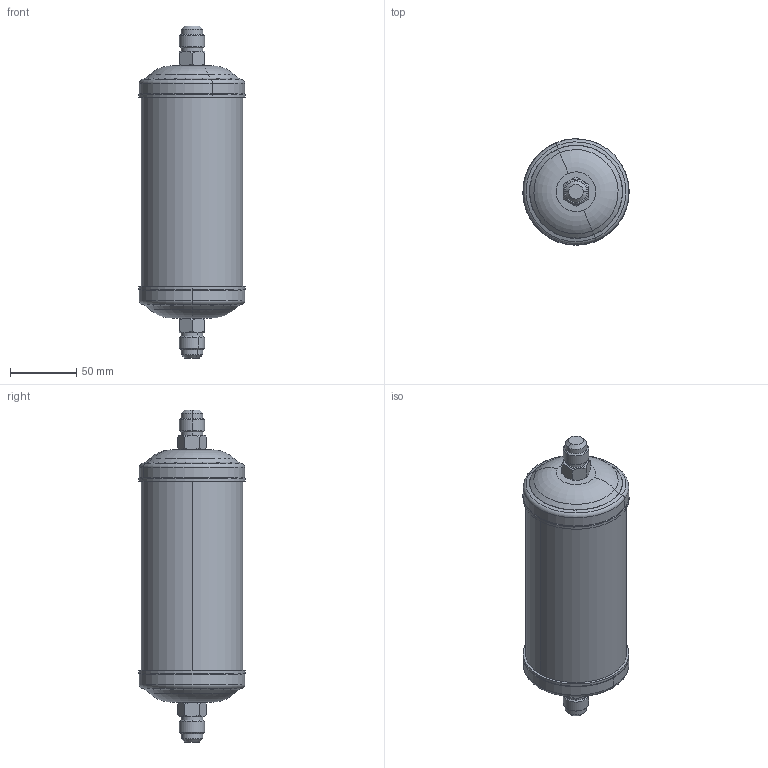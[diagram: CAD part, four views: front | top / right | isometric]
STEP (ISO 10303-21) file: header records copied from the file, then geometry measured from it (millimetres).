
FILE_DESCRIPTION (( 'STEP AP203' ), '1' );
FILE_NAME ('023B7129R - DFL 304 TW.STEP', '2022-11-11T10:35:16', ( '' ), ( '' ), 'SwSTEP 2.0', 'SolidWorks 2020', '' );
FILE_SCHEMA (( 'CONFIG_CONTROL_DESIGN' ));
Length unit declared in the file: millimetre
Products named in the file (1): 023B7129R - DFL 304 TW
Bounding box: 80 x 80 x 250 mm (x, y, z)
Volume: 855673.1 mm3; surface area: 55816.7 mm2
Topology: 1 solids, 1 shells, 106 faces, 218 edges, 124 vertices
Faces by surface type: cone 44, plane 24, cylinder 22, torus 16
Entity records: 3723 total; most frequent: CARTESIAN_POINT 1425, DIRECTION 500, ORIENTED_EDGE 436, AXIS2_PLACEMENT_3D 223, EDGE_CURVE 218, VERTEX_POINT 124, CIRCLE 116, EDGE_LOOP 116
